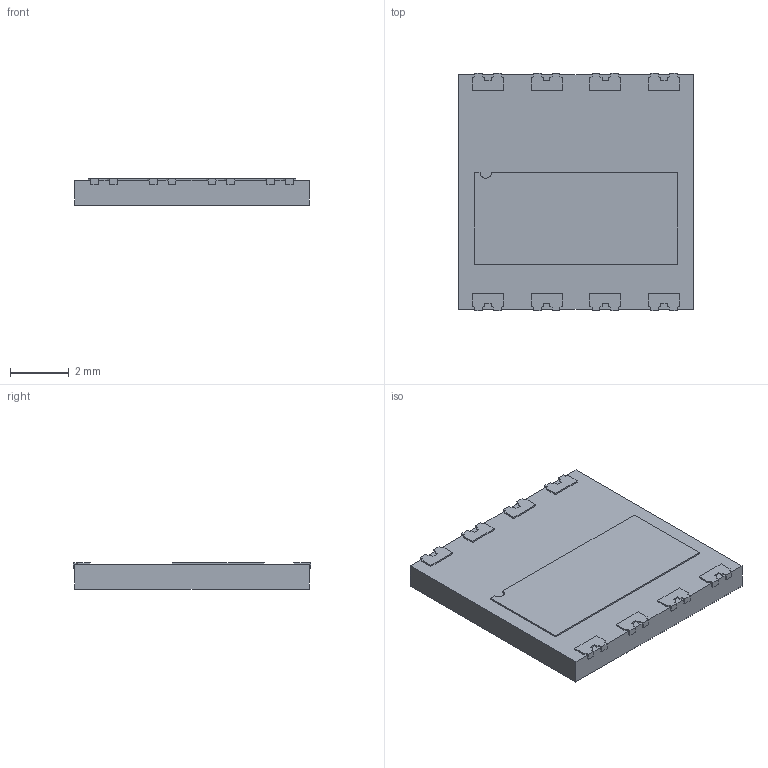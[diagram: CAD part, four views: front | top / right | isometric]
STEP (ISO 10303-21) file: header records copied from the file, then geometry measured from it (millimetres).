
FILE_DESCRIPTION(('STEP AP214'), '1');
FILE_NAME('ﾒﾍﾃ-ﾊ 20040ﾏ', '', ('UNSPECIFIED'), ('UNSPECIFIED'), 'C3D Converter', 'C3D Toolkit', '');
FILE_SCHEMA(('AUTOMOTIVE_DESIGN { 1 0 10303 214 3 1 1}'));
Length unit declared in the file: millimetre
Bounding box: 8 x 8.1 x 0.9 mm (x, y, z)
Volume: 55.7 mm3; surface area: 158.4 mm2
Topology: 1 solids, 1 shells, 399 faces, 1130 edges, 751 vertices
Faces by surface type: plane 291, extrusion 92, cylinder 16
Full cylindrical faces by diameter (mm): 0.236 x1
Entity records: 16086 total; most frequent: CARTESIAN_POINT 2832, ORIENTED_EDGE 2258, DIRECTION 1685, EDGE_CURVE 1129, VECTOR 1005, LINE 913, VERTEX_POINT 751, EDGE_LOOP 418
